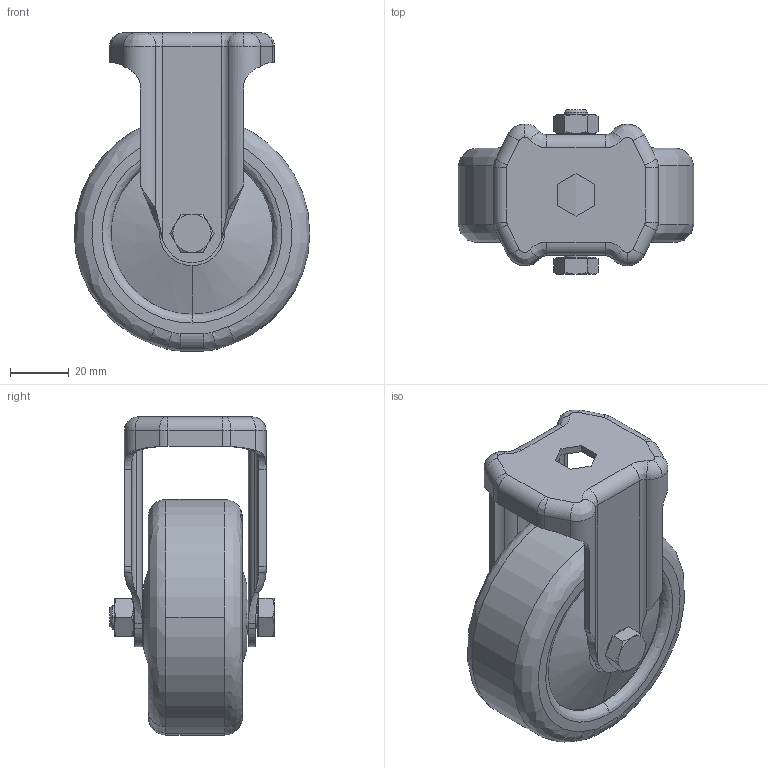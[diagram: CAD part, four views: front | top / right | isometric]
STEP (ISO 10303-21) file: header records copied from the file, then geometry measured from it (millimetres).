
FILE_DESCRIPTION (( 'STEP AP214' ), '1' );
FILE_NAME ('7420132', '2019-02-04T12:25:23', ( '' ), ('JUGARD+KÜNSTNER GmbH'), 'SwSTEP 2.0', 'SolidWorks 2017', '' );
FILE_SCHEMA (( 'AUTOMOTIVE_DESIGN' ));
Length unit declared in the file: millimetre
Products named in the file (1): 7420132_CNAJF00
Bounding box: 80 x 55.8 x 108 mm (x, y, z)
Volume: 174062.4 mm3; surface area: 34753 mm2
Topology: 1 solids, 1 shells, 223 faces, 513 edges, 301 vertices
Faces by surface type: cylinder 68, bspline 62, plane 62, cone 27, torus 4
Entity records: 8733 total; most frequent: CARTESIAN_POINT 3614, ORIENTED_EDGE 1026, DIRECTION 892, EDGE_CURVE 513, AXIS2_PLACEMENT_3D 343, VERTEX_POINT 301, EDGE_LOOP 236, FACE_OUTER_BOUND 223
